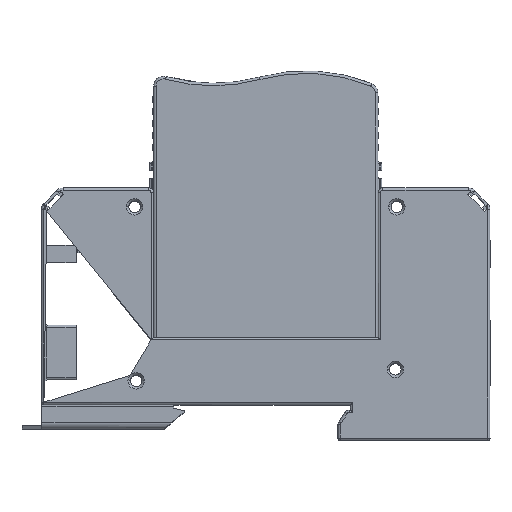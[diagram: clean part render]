
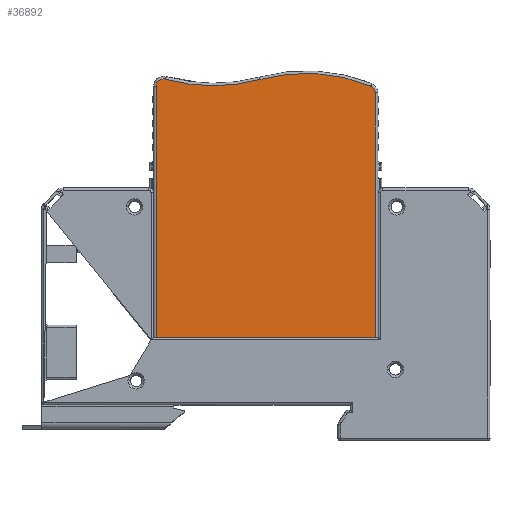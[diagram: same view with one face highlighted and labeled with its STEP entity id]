
A CAD part, top view. The second image highlights one B-rep face of the part: STEP entity #36892.
In plain terms, the highlighted face is planar.
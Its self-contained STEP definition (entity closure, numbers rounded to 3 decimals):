
#32494=CARTESIAN_POINT('',(-20.5,-8.9,50.377));
#32495=DIRECTION('',(0.,1.,0.));
#32496=DIRECTION('',(-1.,0.,0.));
#32497=AXIS2_PLACEMENT_3D('',#32494,#32495,#32496);
#32502=CARTESIAN_POINT('',(-10.5,-8.9,86.));
#32503=DIRECTION('',(0.,-1.,0.));
#32504=DIRECTION('',(-0.27,0.,-0.963));
#32505=AXIS2_PLACEMENT_3D('',#32502,#32503,#32504);
#32510=CARTESIAN_POINT('',(8.04,-8.9,18.5));
#32511=DIRECTION('',(0.,1.,0.));
#32512=DIRECTION('',(-0.267,0.,0.964));
#32513=AXIS2_PLACEMENT_3D('',#32510,#32511,#32512);
#32518=CARTESIAN_POINT('',(20.5,-8.9,49.057));
#32519=DIRECTION('',(0.,1.,0.));
#32520=DIRECTION('',(0.378,0.,0.926));
#32521=AXIS2_PLACEMENT_3D('',#32518,#32519,#32520);
#32526=DIRECTION('',(0.,0.,1.));
#32527=VECTOR('',#32526,49.057);
#32528=CARTESIAN_POINT('',(22.,-8.9,0.));
#32529=LINE('',#32528,#32527);
#32595=DIRECTION('',(1.,0.,0.));
#32596=VECTOR('',#32595,44.);
#32597=CARTESIAN_POINT('',(-22.,-8.9,0.));
#32598=LINE('',#32597,#32596);
#33201=DIRECTION('',(0.,0.,-1.));
#33202=VECTOR('',#33201,50.377);
#33203=CARTESIAN_POINT('',(-22.,-8.9,50.377));
#33204=LINE('',#33203,#33202);
#36258=CARTESIAN_POINT('',(22.,-8.9,0.));
#36259=CARTESIAN_POINT('',(22.,-8.9,49.057));
#36260=VERTEX_POINT('',#36258);
#36261=VERTEX_POINT('',#36259);
#36262=CARTESIAN_POINT('',(-22.,-8.9,0.));
#36263=VERTEX_POINT('',#36262);
#36264=CARTESIAN_POINT('',(-22.,-8.9,50.377));
#36265=VERTEX_POINT('',#36264);
#36266=CARTESIAN_POINT('',(-20.095,-8.9,51.821));
#36267=VERTEX_POINT('',#36266);
#36268=CARTESIAN_POINT('',(-1.156,-8.9,51.752));
#36269=VERTEX_POINT('',#36268);
#36270=CARTESIAN_POINT('',(21.066,-8.9,50.446));
#36271=VERTEX_POINT('',#36270);
#36871=CARTESIAN_POINT('',(0.,-8.9,0.));
#36872=DIRECTION('',(0.,1.,0.));
#36873=DIRECTION('',(-1.,0.,0.));
#36874=AXIS2_PLACEMENT_3D('',#36871,#36872,#36873);
#36875=PLANE('',#36874);
#36877=ORIENTED_EDGE('',*,*,#36876,.F.);
#36879=ORIENTED_EDGE('',*,*,#36878,.F.);
#36881=ORIENTED_EDGE('',*,*,#36880,.F.);
#36883=ORIENTED_EDGE('',*,*,#36882,.T.);
#36885=ORIENTED_EDGE('',*,*,#36884,.T.);
#36887=ORIENTED_EDGE('',*,*,#36886,.T.);
#36889=ORIENTED_EDGE('',*,*,#36888,.T.);
#36890=EDGE_LOOP('',(#36877,#36879,#36881,#36883,#36885,#36887,#36889));
#36891=FACE_OUTER_BOUND('',#36890,.F.);
#32498=CIRCLE('',#32497,1.5);
#32506=CIRCLE('',#32505,35.5);
#32514=CIRCLE('',#32513,34.5);
#32522=CIRCLE('',#32521,1.5);
#36876=EDGE_CURVE('',#36260,#36261,#32529,.T.);
#36878=EDGE_CURVE('',#36263,#36260,#32598,.T.);
#36880=EDGE_CURVE('',#36265,#36263,#33204,.T.);
#36882=EDGE_CURVE('',#36265,#36267,#32498,.T.);
#36884=EDGE_CURVE('',#36267,#36269,#32506,.T.);
#36886=EDGE_CURVE('',#36269,#36271,#32514,.T.);
#36888=EDGE_CURVE('',#36271,#36261,#32522,.T.);
#36892=ADVANCED_FACE('',(#36891),#36875,.F.);
